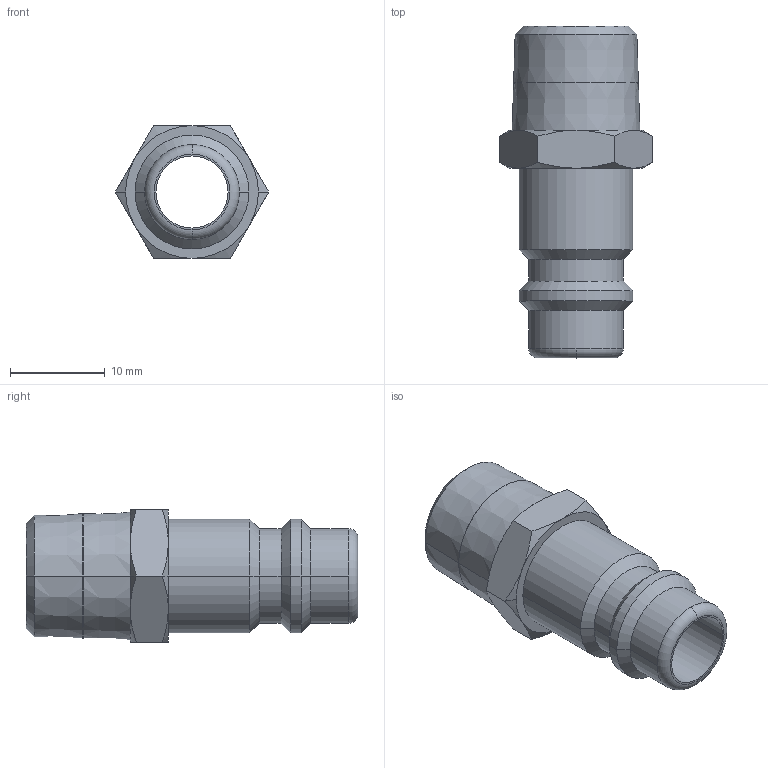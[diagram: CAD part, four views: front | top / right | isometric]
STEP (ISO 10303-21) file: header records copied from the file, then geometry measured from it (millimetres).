
FILE_DESCRIPTION(('STEP AP214'),'1');
FILE_NAME('esi_14_nars.stp','2020-03-05T09:04:45',('TraceParts'),('TraceParts S.A.'),'Spatial InterOp 3D',' ',' ');
FILE_SCHEMA(('automotive_design'));
Length unit declared in the file: millimetre
Products named in the file (1): 1
Bounding box: 16.17 x 35 x 14 mm (x, y, z)
Volume: 2508.8 mm3; surface area: 2440.7 mm2
Topology: 1 solids, 1 shells, 52 faces, 111 edges, 65 vertices
Faces by surface type: cone 28, plane 12, cylinder 10, torus 2
Entity records: 1854 total; most frequent: CARTESIAN_POINT 325, DIRECTION 248, ORIENTED_EDGE 222, EDGE_CURVE 111, AXIS2_PLACEMENT_3D 108, VERTEX_POINT 65, EDGE_LOOP 58, CIRCLE 55
